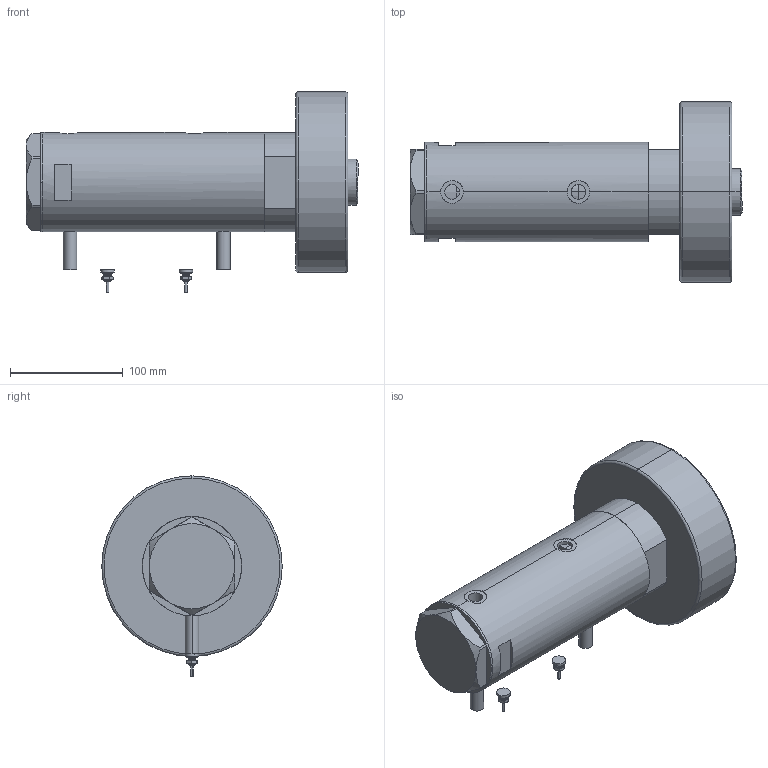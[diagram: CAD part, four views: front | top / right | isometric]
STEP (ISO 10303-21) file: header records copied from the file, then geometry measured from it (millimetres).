
FILE_DESCRIPTION (( 'STEP AP203' ), '1' );
FILE_NAME ('c2b0.STEP', '2024-02-11T16:55:21', ( '' ), ( '' ), 'SwSTEP 2.0', 'SolidWorks 2019', '' );
FILE_SCHEMA (( 'CONFIG_CONTROL_DESIGN' ));
Length unit declared in the file: millimetre
Products named in the file (7): V270CG_BACK fa91c7b2aacf2598698292abe8b52dbe; V270CG_MIDDLE fa91c7b2aacf2598698292abe8b52dbe; V270CG_271C fa91c7b2aacf2598698292abe8b52dbe; V270CG_VC fa91c7b2aacf2598698292abe8b52dbe; c2b0; Switch fa91c7b2aacf2598698292abe8b52dbe; V270CG_FRONT fa91c7b2aacf2598698292abe8b52dbe
Assembly tree (7 placements, depth 2):
  c2b0
    V270CG_MIDDLE fa91c7b2aacf2598698292abe8b52dbe
    V270CG_BACK fa91c7b2aacf2598698292abe8b52dbe
    V270CG_FRONT fa91c7b2aacf2598698292abe8b52dbe
    V270CG_VC fa91c7b2aacf2598698292abe8b52dbe
    V270CG_271C fa91c7b2aacf2598698292abe8b52dbe
    Switch fa91c7b2aacf2598698292abe8b52dbe  x2
Bounding box: 294.3 x 160 x 177.5 mm (x, y, z)
Volume: 2303997.7 mm3; surface area: 290775.4 mm2
Topology: 7 solids, 7 shells, 223 faces, 485 edges, 293 vertices
Faces by surface type: plane 82, cylinder 73, cone 40, torus 28
Entity records: 6362 total; most frequent: CARTESIAN_POINT 1639, DIRECTION 897, ORIENTED_EDGE 778, EDGE_CURVE 389, AXIS2_PLACEMENT_3D 379, VERTEX_POINT 237, EDGE_LOOP 200, CIRCLE 192
